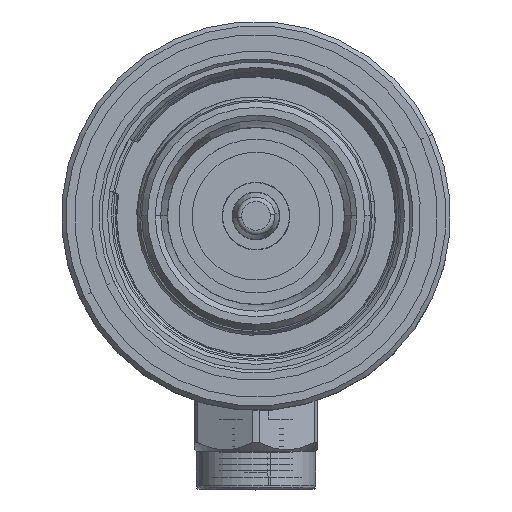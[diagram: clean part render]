
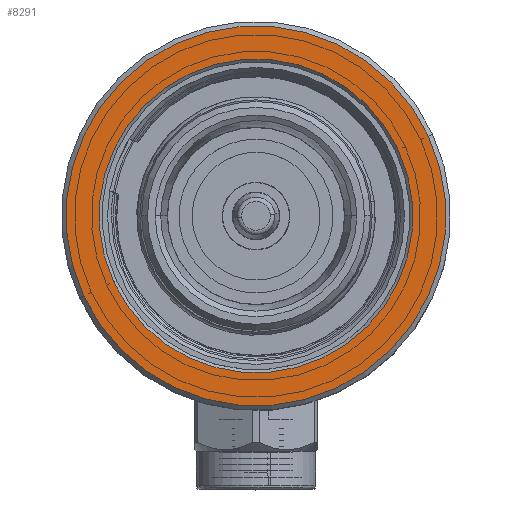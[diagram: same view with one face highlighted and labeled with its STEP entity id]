
A CAD part, top view. The second image highlights one B-rep face of the part: STEP entity #8291.
In plain terms, the highlighted face is planar.
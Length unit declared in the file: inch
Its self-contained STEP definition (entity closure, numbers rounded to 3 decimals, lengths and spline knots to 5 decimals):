
#1 = CARTESIAN_POINT ( 'NONE',  ( -0.01385, 0., 0. ) ) ;
#144 = DIRECTION ( 'NONE',  ( 1., 0., 0. ) ) ;
#276 = DIRECTION ( 'NONE',  ( -1., 0., 0. ) ) ;
#423 = FACE_BOUND ( 'NONE', #7435, .T. ) ;
#476 = VERTEX_POINT ( 'NONE', #8200 ) ;
#901 = CARTESIAN_POINT ( 'NONE',  ( -0.01385, 0., 0. ) ) ;
#1132 = DIRECTION ( 'NONE',  ( 1., 0., 0. ) ) ;
#1286 = FACE_OUTER_BOUND ( 'NONE', #10695, .T. ) ;
#1570 = EDGE_CURVE ( 'NONE', #476, #9661, #4293, .T. ) ;
#1760 = DIRECTION ( 'NONE',  ( 0., -0.42, 0.908 ) ) ;
#1793 = ORIENTED_EDGE ( 'NONE', *, *, #5316, .T. ) ;
#1906 = DIRECTION ( 'NONE',  ( 0., -0.42, 0.908 ) ) ;
#1942 = CARTESIAN_POINT ( 'NONE',  ( -0.01385, 0.20415, -0.44129 ) ) ;
#2318 = ORIENTED_EDGE ( 'NONE', *, *, #7297, .T. ) ;
#2410 = DIRECTION ( 'NONE',  ( 0., -0.42, 0.908 ) ) ;
#2776 = AXIS2_PLACEMENT_3D ( 'NONE', #6959, #6299, #5483 ) ;
#2822 = ORIENTED_EDGE ( 'NONE', *, *, #6379, .T. ) ;
#3210 = DIRECTION ( 'NONE',  ( -1., 0., 0. ) ) ;
#3602 = VERTEX_POINT ( 'NONE', #4801 ) ;
#3605 = AXIS2_PLACEMENT_3D ( 'NONE', #6763, #276, #1906 ) ;
#4293 = CIRCLE ( 'NONE', #3605, 0.40157 ) ;
#4801 = CARTESIAN_POINT ( 'NONE',  ( -0.01385, -0.20415, 0.44129 ) ) ;
#5316 = EDGE_CURVE ( 'NONE', #9661, #476, #10014, .T. ) ;
#5483 = DIRECTION ( 'NONE',  ( 0., 0., 1. ) ) ;
#6299 = DIRECTION ( 'NONE',  ( 1., 0., 0. ) ) ;
#6379 = EDGE_CURVE ( 'NONE', #3602, #10557, #7588, .T. ) ;
#6763 = CARTESIAN_POINT ( 'NONE',  ( -0.01385, 0., 0. ) ) ;
#6959 = CARTESIAN_POINT ( 'NONE',  ( -0.01385, 0.1653, -0.35732 ) ) ;
#7093 = ORIENTED_EDGE ( 'NONE', *, *, #1570, .T. ) ;
#7220 = CARTESIAN_POINT ( 'NONE',  ( -0.01385, 0.16861, -0.36446 ) ) ;
#7241 = AXIS2_PLACEMENT_3D ( 'NONE', #8588, #1132, #9407 ) ;
#7297 = EDGE_CURVE ( 'NONE', #10557, #3602, #7464, .T. ) ;
#7435 = EDGE_LOOP ( 'NONE', ( #7093, #1793 ) ) ;
#7464 = CIRCLE ( 'NONE', #10717, 0.48622 ) ;
#7588 = CIRCLE ( 'NONE', #7241, 0.48622 ) ;
#8114 = AXIS2_PLACEMENT_3D ( 'NONE', #1, #3210, #2410 ) ;
#8200 = CARTESIAN_POINT ( 'NONE',  ( -0.01385, -0.16861, 0.36446 ) ) ;
#8291 = ADVANCED_FACE ( 'NONE', ( #1286, #423 ), #9451, .T. ) ;
#8588 = CARTESIAN_POINT ( 'NONE',  ( -0.01385, 0., 0. ) ) ;
#9407 = DIRECTION ( 'NONE',  ( 0., -0.42, 0.908 ) ) ;
#9451 = PLANE ( 'NONE',  #2776 ) ;
#9661 = VERTEX_POINT ( 'NONE', #7220 ) ;
#10014 = CIRCLE ( 'NONE', #8114, 0.40157 ) ;
#10557 = VERTEX_POINT ( 'NONE', #1942 ) ;
#10695 = EDGE_LOOP ( 'NONE', ( #2318, #2822 ) ) ;
#10717 = AXIS2_PLACEMENT_3D ( 'NONE', #901, #144, #1760 ) ;
